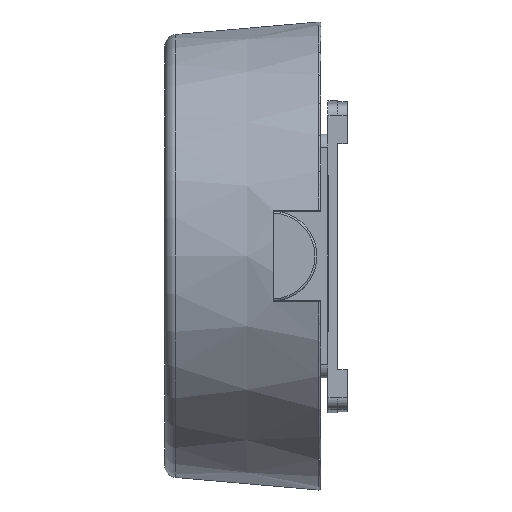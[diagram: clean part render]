
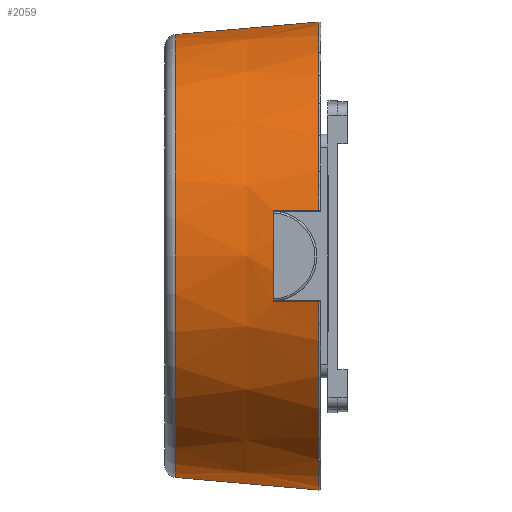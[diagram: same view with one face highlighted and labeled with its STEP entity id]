
A CAD part, left-side view. The second image highlights one B-rep face of the part: STEP entity #2059.
In plain terms, the highlighted conical face has half-angle 5 degrees and reference radius 56.74 mm.
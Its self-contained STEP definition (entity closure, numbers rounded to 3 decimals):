
#68 = VERTEX_POINT ( 'NONE', #19074 ) ;
#136 = DIRECTION ( 'NONE',  ( 0., 0., -1. ) ) ;
#171 = CARTESIAN_POINT ( 'NONE',  ( -11.338, 57.83, 12.217 ) ) ;
#183 = CARTESIAN_POINT ( 'NONE',  ( 0., 0., 12.217 ) ) ;
#310 = CARTESIAN_POINT ( 'NONE',  ( -11.74, 57.964, 9.825 ) ) ;
#953 = CARTESIAN_POINT ( 'NONE',  ( 11.739, 58.709, 1.473 ) ) ;
#967 = CARTESIAN_POINT ( 'NONE',  ( 0., 0., 0.544 ) ) ;
#1428 = CARTESIAN_POINT ( 'NONE',  ( 56.74, 0., 37.261 ) ) ;
#1491 = CIRCLE ( 'NONE', #18508, 59.952 ) ;
#1561 = ORIENTED_EDGE ( 'NONE', *, *, #5473, .F. ) ;
#1774 = DIRECTION ( 'NONE',  ( -1., 0., 0. ) ) ;
#1911 = CARTESIAN_POINT ( 'NONE',  ( -11.739, 58.343, 5.576 ) ) ;
#2059 = ADVANCED_FACE ( 'NONE', ( #11231 ), #4004, .T. ) ;
#2548 = CARTESIAN_POINT ( 'NONE',  ( 11.739, 58.614, 2.536 ) ) ;
#2577 = DIRECTION ( 'NONE',  ( 1., 0., 0. ) ) ;
#3144 = DIRECTION ( 'NONE',  ( -0.087, 0., -0.996 ) ) ;
#3513 = CARTESIAN_POINT ( 'NONE',  ( -11.739, 58.619, 2.482 ) ) ;
#4004 = CONICAL_SURFACE ( 'NONE', #16547, 56.74, 0.087 ) ;
#4168 = CARTESIAN_POINT ( 'NONE',  ( 11.739, 58.235, 6.785 ) ) ;
#5096 = ORIENTED_EDGE ( 'NONE', *, *, #14191, .T. ) ;
#5118 = CARTESIAN_POINT ( 'NONE',  ( -11.739, 58.792, 0.544 ) ) ;
#5226 = CARTESIAN_POINT ( 'NONE',  ( -11.74, 57.786, 11.817 ) ) ;
#5473 = EDGE_CURVE ( 'NONE', #10208, #9772, #15781, .T. ) ;
#5699 = CARTESIAN_POINT ( 'NONE',  ( 11.739, 58.78, 0.676 ) ) ;
#5763 = CARTESIAN_POINT ( 'NONE',  ( 11.74, 57.947, 10.013 ) ) ;
#5842 = CARTESIAN_POINT ( 'NONE',  ( 0., 0., 37.261 ) ) ;
#6378 = CARTESIAN_POINT ( 'NONE',  ( 0., 0., 0.544 ) ) ;
#6466 = EDGE_CURVE ( 'NONE', #68, #7974, #13494, .T. ) ;
#6642 = ORIENTED_EDGE ( 'NONE', *, *, #12979, .T. ) ;
#6806 = ORIENTED_EDGE ( 'NONE', *, *, #16456, .F. ) ;
#7212 = AXIS2_PLACEMENT_3D ( 'NONE', #5842, #16970, #7453 ) ;
#7316 = VERTEX_POINT ( 'NONE', #18852 ) ;
#7375 = CARTESIAN_POINT ( 'NONE',  ( 11.74, 57.75, 12.217 ) ) ;
#7453 = DIRECTION ( 'NONE',  ( 1., 0., 0. ) ) ;
#7498 = ORIENTED_EDGE ( 'NONE', *, *, #8861, .T. ) ;
#7677 = EDGE_CURVE ( 'NONE', #15063, #68, #1491, .T. ) ;
#7903 = CARTESIAN_POINT ( 'NONE',  ( -56.74, 0., 37.261 ) ) ;
#7972 = DIRECTION ( 'NONE',  ( 1., 0., 0. ) ) ;
#7974 = VERTEX_POINT ( 'NONE', #14832 ) ;
#8137 = CARTESIAN_POINT ( 'NONE',  ( -11.695, 57.776, 12.028 ) ) ;
#8220 = ORIENTED_EDGE ( 'NONE', *, *, #7677, .T. ) ;
#8237 = VECTOR ( 'NONE', #19485, 1000. ) ;
#8274 = CARTESIAN_POINT ( 'NONE',  ( -11.74, 57.821, 11.419 ) ) ;
#8360 = CARTESIAN_POINT ( 'NONE',  ( 56.74, 0., 37.261 ) ) ;
#8861 = EDGE_CURVE ( 'NONE', #10208, #15063, #12442, .T. ) ;
#8891 = ORIENTED_EDGE ( 'NONE', *, *, #9550, .T. ) ;
#9550 = EDGE_CURVE ( 'NONE', #7974, #15756, #15135, .T. ) ;
#9742 = CARTESIAN_POINT ( 'NONE',  ( -11.443, 57.81, 12.217 ) ) ;
#9766 = CARTESIAN_POINT ( 'NONE',  ( -11.338, 57.83, 12.217 ) ) ;
#9772 = VERTEX_POINT ( 'NONE', #11323 ) ;
#9889 = CARTESIAN_POINT ( 'NONE',  ( -11.74, 57.916, 10.357 ) ) ;
#10208 = VERTEX_POINT ( 'NONE', #1428 ) ;
#10513 = CARTESIAN_POINT ( 'NONE',  ( 11.739, 58.756, 0.942 ) ) ;
#11231 = FACE_OUTER_BOUND ( 'NONE', #19781, .T. ) ;
#11323 = CARTESIAN_POINT ( 'NONE',  ( -56.74, 0., 37.261 ) ) ;
#11333 = DIRECTION ( 'NONE',  ( 0., 0., 1. ) ) ;
#11389 = CARTESIAN_POINT ( 'NONE',  ( -11.74, 57.798, 11.685 ) ) ;
#11451 = CARTESIAN_POINT ( 'NONE',  ( -11.739, 58.153, 7.7 ) ) ;
#11617 = VECTOR ( 'NONE', #3144, 1000. ) ;
#11812 = EDGE_CURVE ( 'NONE', #9772, #17335, #15851, .T. ) ;
#11934 = AXIS2_PLACEMENT_3D ( 'NONE', #967, #12122, #2577 ) ;
#12011 = VERTEX_POINT ( 'NONE', #5226 ) ;
#12099 = CARTESIAN_POINT ( 'NONE',  ( 11.739, 58.662, 2.004 ) ) ;
#12122 = DIRECTION ( 'NONE',  ( 0., 0., 1. ) ) ;
#12417 = AXIS2_PLACEMENT_3D ( 'NONE', #183, #11333, #1774 ) ;
#12442 = LINE ( 'NONE', #8360, #8237 ) ;
#12979 = EDGE_CURVE ( 'NONE', #7316, #17335, #13560, .T. ) ;
#13046 = CARTESIAN_POINT ( 'NONE',  ( -11.739, 58.533, 3.451 ) ) ;
#13471 = B_SPLINE_CURVE_WITH_KNOTS ( 'NONE', 3,
 ( #14527, #11389, #17827, #8274, #19424, #9889, #310, #11451, #1911, #13046, #3513, #14673, #5118 ),
 .UNSPECIFIED., .F., .F.,
 ( 4, 3, 3, 3, 4 ),
 ( 0., 0., 0.002, 0.008, 0.011 ),
 .UNSPECIFIED. ) ;
#13494 = B_SPLINE_CURVE_WITH_KNOTS ( 'NONE', 3,
 ( #15217, #5699, #20037, #10513, #953, #12099, #2548, #13680, #4168, #15298, #5763, #16901, #7375 ),
 .UNSPECIFIED., .F., .F.,
 ( 4, 3, 3, 3, 4 ),
 ( 0., 0., 0.002, 0.008, 0.012 ),
 .UNSPECIFIED. ) ;
#13560 = CIRCLE ( 'NONE', #11934, 59.952 ) ;
#13680 = CARTESIAN_POINT ( 'NONE',  ( 11.739, 58.425, 4.661 ) ) ;
#14191 = EDGE_CURVE ( 'NONE', #12011, #7316, #13471, .T. ) ;
#14527 = CARTESIAN_POINT ( 'NONE',  ( -11.74, 57.786, 11.817 ) ) ;
#14673 = CARTESIAN_POINT ( 'NONE',  ( -11.739, 58.705, 1.513 ) ) ;
#14832 = CARTESIAN_POINT ( 'NONE',  ( 11.74, 57.75, 12.217 ) ) ;
#14891 = CARTESIAN_POINT ( 'NONE',  ( 59.952, 0., 0.544 ) ) ;
#15063 = VERTEX_POINT ( 'NONE', #14891 ) ;
#15135 = CIRCLE ( 'NONE', #12417, 58.931 ) ;
#15217 = CARTESIAN_POINT ( 'NONE',  ( 11.739, 58.792, 0.544 ) ) ;
#15298 = CARTESIAN_POINT ( 'NONE',  ( 11.739, 58.045, 8.91 ) ) ;
#15738 = CARTESIAN_POINT ( 'NONE',  ( -59.952, 0., 0.544 ) ) ;
#15747 = ORIENTED_EDGE ( 'NONE', *, *, #6466, .T. ) ;
#15756 = VERTEX_POINT ( 'NONE', #9766 ) ;
#15781 = CIRCLE ( 'NONE', #7212, 56.74 ) ;
#15851 = LINE ( 'NONE', #7903, #11617 ) ;
#16056 = CARTESIAN_POINT ( 'NONE',  ( -11.74, 57.776, 11.924 ) ) ;
#16159 = DIRECTION ( 'NONE',  ( -1., 0., 0. ) ) ;
#16456 = EDGE_CURVE ( 'NONE', #12011, #15756, #17248, .T. ) ;
#16547 = AXIS2_PLACEMENT_3D ( 'NONE', #17643, #136, #16159 ) ;
#16901 = CARTESIAN_POINT ( 'NONE',  ( 11.74, 57.848, 11.115 ) ) ;
#16970 = DIRECTION ( 'NONE',  ( 0., 0., 1. ) ) ;
#17248 = B_SPLINE_CURVE_WITH_KNOTS ( 'NONE', 3,
 ( #17599, #16056, #8137, #19282, #9742, #171 ),
 .UNSPECIFIED., .F., .F.,
 ( 4, 2, 4 ),
 ( 0., 0., 0.001 ),
 .UNSPECIFIED. ) ;
#17335 = VERTEX_POINT ( 'NONE', #15738 ) ;
#17510 = DIRECTION ( 'NONE',  ( 0., 0., 1. ) ) ;
#17599 = CARTESIAN_POINT ( 'NONE',  ( -11.74, 57.786, 11.817 ) ) ;
#17643 = CARTESIAN_POINT ( 'NONE',  ( 0., 0., 37.261 ) ) ;
#17827 = CARTESIAN_POINT ( 'NONE',  ( -11.74, 57.809, 11.552 ) ) ;
#18458 = ORIENTED_EDGE ( 'NONE', *, *, #11812, .F. ) ;
#18508 = AXIS2_PLACEMENT_3D ( 'NONE', #6378, #17510, #7972 ) ;
#18852 = CARTESIAN_POINT ( 'NONE',  ( -11.739, 58.792, 0.544 ) ) ;
#19074 = CARTESIAN_POINT ( 'NONE',  ( 11.739, 58.792, 0.544 ) ) ;
#19282 = CARTESIAN_POINT ( 'NONE',  ( -11.546, 57.793, 12.175 ) ) ;
#19424 = CARTESIAN_POINT ( 'NONE',  ( -11.74, 57.869, 10.888 ) ) ;
#19485 = DIRECTION ( 'NONE',  ( 0.087, 0., -0.996 ) ) ;
#19781 = EDGE_LOOP ( 'NONE', ( #1561, #7498, #8220, #15747, #8891, #6806, #5096, #6642, #18458 ) ) ;
#20037 = CARTESIAN_POINT ( 'NONE',  ( 11.739, 58.768, 0.809 ) ) ;
